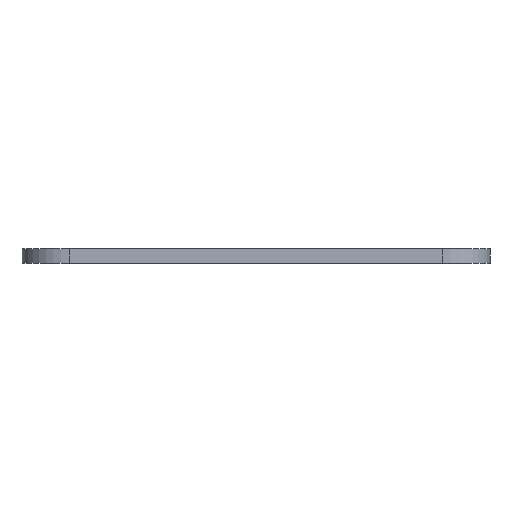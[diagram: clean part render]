
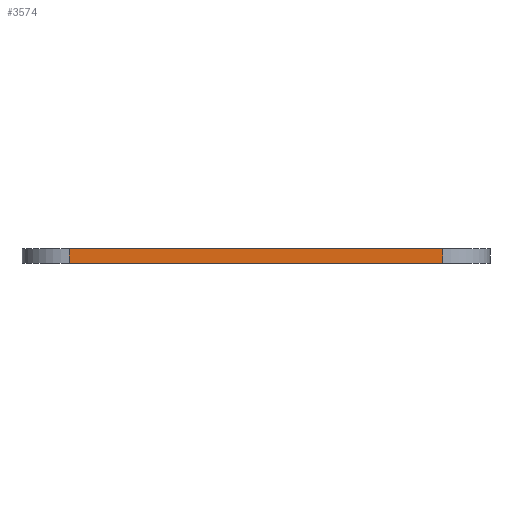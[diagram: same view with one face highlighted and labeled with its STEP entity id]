
A CAD part, left-side view. The second image highlights one B-rep face of the part: STEP entity #3574.
In plain terms, the highlighted planar face has unit normal (-1, 0, 0).
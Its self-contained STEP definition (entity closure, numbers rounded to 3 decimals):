
#83 = PLANE('',#84);
#84 = AXIS2_PLACEMENT_3D('',#85,#86,#87);
#85 = CARTESIAN_POINT('',(117.348,-89.154,1.6));
#86 = DIRECTION('',(-0.,-0.,-1.));
#87 = DIRECTION('',(-1.,0.,0.));
#137 = PLANE('',#138);
#138 = AXIS2_PLACEMENT_3D('',#139,#140,#141);
#139 = CARTESIAN_POINT('',(117.348,-89.154,0.));
#140 = DIRECTION('',(-0.,-0.,-1.));
#141 = DIRECTION('',(-1.,0.,0.));
#350 = VERTEX_POINT('',#351);
#351 = CARTESIAN_POINT('',(78.74,-109.22,0.));
#370 = CYLINDRICAL_SURFACE('',#371,5.08);
#371 = AXIS2_PLACEMENT_3D('',#372,#373,#374);
#372 = CARTESIAN_POINT('',(83.82,-109.22,0.));
#373 = DIRECTION('',(-0.,-0.,-1.));
#374 = DIRECTION('',(1.,0.,-0.));
#382 = EDGE_CURVE('',#350,#383,#385,.T.);
#383 = VERTEX_POINT('',#384);
#384 = CARTESIAN_POINT('',(78.74,-69.088,0.));
#385 = SURFACE_CURVE('',#386,(#390,#397),.PCURVE_S1.);
#386 = LINE('',#387,#388);
#387 = CARTESIAN_POINT('',(78.74,-109.22,0.));
#388 = VECTOR('',#389,1.);
#389 = DIRECTION('',(0.,1.,0.));
#390 = PCURVE('',#137,#391);
#391 = DEFINITIONAL_REPRESENTATION('',(#392),#396);
#392 = LINE('',#393,#394);
#393 = CARTESIAN_POINT('',(38.608,-20.066));
#394 = VECTOR('',#395,1.);
#395 = DIRECTION('',(0.,1.));
#396 = ( GEOMETRIC_REPRESENTATION_CONTEXT(2) 
PARAMETRIC_REPRESENTATION_CONTEXT() REPRESENTATION_CONTEXT('2D SPACE',''
  ) );
#397 = PCURVE('',#398,#403);
#398 = PLANE('',#399);
#399 = AXIS2_PLACEMENT_3D('',#400,#401,#402);
#400 = CARTESIAN_POINT('',(78.74,-109.22,0.));
#401 = DIRECTION('',(-1.,0.,0.));
#402 = DIRECTION('',(0.,1.,0.));
#403 = DEFINITIONAL_REPRESENTATION('',(#404),#408);
#404 = LINE('',#405,#406);
#405 = CARTESIAN_POINT('',(0.,0.));
#406 = VECTOR('',#407,1.);
#407 = DIRECTION('',(1.,0.));
#408 = ( GEOMETRIC_REPRESENTATION_CONTEXT(2) 
PARAMETRIC_REPRESENTATION_CONTEXT() REPRESENTATION_CONTEXT('2D SPACE',''
  ) );
#431 = CYLINDRICAL_SURFACE('',#432,5.08);
#432 = AXIS2_PLACEMENT_3D('',#433,#434,#435);
#433 = CARTESIAN_POINT('',(83.82,-69.088,0.));
#434 = DIRECTION('',(-0.,-0.,-1.));
#435 = DIRECTION('',(1.,0.,-0.));
#2043 = VERTEX_POINT('',#2044);
#2044 = CARTESIAN_POINT('',(78.74,-109.22,1.6));
#2070 = EDGE_CURVE('',#2043,#2071,#2073,.T.);
#2071 = VERTEX_POINT('',#2072);
#2072 = CARTESIAN_POINT('',(78.74,-69.088,1.6));
#2073 = SURFACE_CURVE('',#2074,(#2078,#2085),.PCURVE_S1.);
#2074 = LINE('',#2075,#2076);
#2075 = CARTESIAN_POINT('',(78.74,-109.22,1.6));
#2076 = VECTOR('',#2077,1.);
#2077 = DIRECTION('',(0.,1.,0.));
#2078 = PCURVE('',#83,#2079);
#2079 = DEFINITIONAL_REPRESENTATION('',(#2080),#2084);
#2080 = LINE('',#2081,#2082);
#2081 = CARTESIAN_POINT('',(38.608,-20.066));
#2082 = VECTOR('',#2083,1.);
#2083 = DIRECTION('',(0.,1.));
#2084 = ( GEOMETRIC_REPRESENTATION_CONTEXT(2) 
PARAMETRIC_REPRESENTATION_CONTEXT() REPRESENTATION_CONTEXT('2D SPACE',''
  ) );
#2085 = PCURVE('',#398,#2086);
#2086 = DEFINITIONAL_REPRESENTATION('',(#2087),#2091);
#2087 = LINE('',#2088,#2089);
#2088 = CARTESIAN_POINT('',(0.,-1.6));
#2089 = VECTOR('',#2090,1.);
#2090 = DIRECTION('',(1.,0.));
#2091 = ( GEOMETRIC_REPRESENTATION_CONTEXT(2) 
PARAMETRIC_REPRESENTATION_CONTEXT() REPRESENTATION_CONTEXT('2D SPACE',''
  ) );
#3526 = EDGE_CURVE('',#383,#2071,#3527,.T.);
#3527 = SURFACE_CURVE('',#3528,(#3532,#3539),.PCURVE_S1.);
#3528 = LINE('',#3529,#3530);
#3529 = CARTESIAN_POINT('',(78.74,-69.088,0.));
#3530 = VECTOR('',#3531,1.);
#3531 = DIRECTION('',(0.,0.,1.));
#3532 = PCURVE('',#431,#3533);
#3533 = DEFINITIONAL_REPRESENTATION('',(#3534),#3538);
#3534 = LINE('',#3535,#3536);
#3535 = CARTESIAN_POINT('',(-3.142,0.));
#3536 = VECTOR('',#3537,1.);
#3537 = DIRECTION('',(-0.,-1.));
#3538 = ( GEOMETRIC_REPRESENTATION_CONTEXT(2) 
PARAMETRIC_REPRESENTATION_CONTEXT() REPRESENTATION_CONTEXT('2D SPACE',''
  ) );
#3539 = PCURVE('',#398,#3540);
#3540 = DEFINITIONAL_REPRESENTATION('',(#3541),#3545);
#3541 = LINE('',#3542,#3543);
#3542 = CARTESIAN_POINT('',(40.132,0.));
#3543 = VECTOR('',#3544,1.);
#3544 = DIRECTION('',(0.,-1.));
#3545 = ( GEOMETRIC_REPRESENTATION_CONTEXT(2) 
PARAMETRIC_REPRESENTATION_CONTEXT() REPRESENTATION_CONTEXT('2D SPACE',''
  ) );
#3551 = EDGE_CURVE('',#350,#2043,#3552,.T.);
#3552 = SURFACE_CURVE('',#3553,(#3557,#3564),.PCURVE_S1.);
#3553 = LINE('',#3554,#3555);
#3554 = CARTESIAN_POINT('',(78.74,-109.22,0.));
#3555 = VECTOR('',#3556,1.);
#3556 = DIRECTION('',(0.,0.,1.));
#3557 = PCURVE('',#370,#3558);
#3558 = DEFINITIONAL_REPRESENTATION('',(#3559),#3563);
#3559 = LINE('',#3560,#3561);
#3560 = CARTESIAN_POINT('',(-3.142,0.));
#3561 = VECTOR('',#3562,1.);
#3562 = DIRECTION('',(-0.,-1.));
#3563 = ( GEOMETRIC_REPRESENTATION_CONTEXT(2) 
PARAMETRIC_REPRESENTATION_CONTEXT() REPRESENTATION_CONTEXT('2D SPACE',''
  ) );
#3564 = PCURVE('',#398,#3565);
#3565 = DEFINITIONAL_REPRESENTATION('',(#3566),#3570);
#3566 = LINE('',#3567,#3568);
#3567 = CARTESIAN_POINT('',(0.,0.));
#3568 = VECTOR('',#3569,1.);
#3569 = DIRECTION('',(0.,-1.));
#3570 = ( GEOMETRIC_REPRESENTATION_CONTEXT(2) 
PARAMETRIC_REPRESENTATION_CONTEXT() REPRESENTATION_CONTEXT('2D SPACE',''
  ) );
#3574 = ADVANCED_FACE('',(#3575),#398,.T.);
#3575 = FACE_BOUND('',#3576,.T.);
#3576 = EDGE_LOOP('',(#3577,#3578,#3579,#3580));
#3577 = ORIENTED_EDGE('',*,*,#3551,.T.);
#3578 = ORIENTED_EDGE('',*,*,#2070,.T.);
#3579 = ORIENTED_EDGE('',*,*,#3526,.F.);
#3580 = ORIENTED_EDGE('',*,*,#382,.F.);
